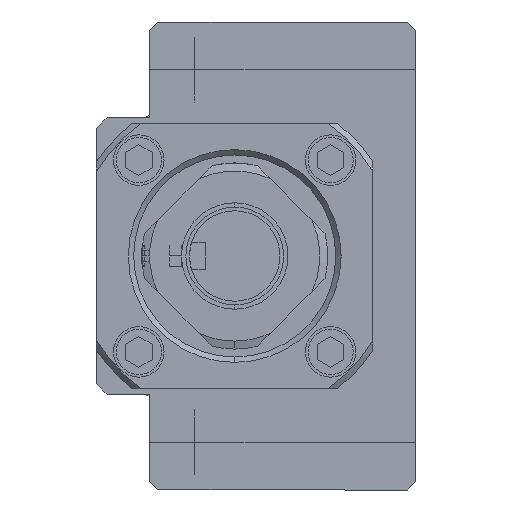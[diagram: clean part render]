
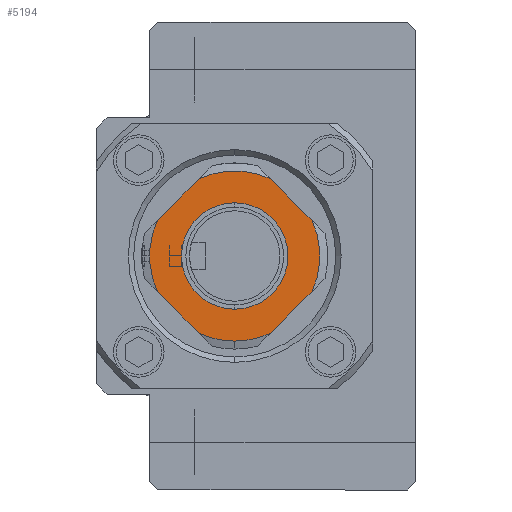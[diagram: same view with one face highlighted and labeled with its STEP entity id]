
A CAD part, left-side view. The second image highlights one B-rep face of the part: STEP entity #5194.
In plain terms, the highlighted face is planar.
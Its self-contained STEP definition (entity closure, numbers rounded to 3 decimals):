
#242 = CARTESIAN_POINT ( 'NONE',  ( 0., 0., 16. ) ) ;
#362 = DIRECTION ( 'NONE',  ( -1., 0., 0. ) ) ;
#385 = ORIENTED_EDGE ( 'NONE', *, *, #1688, .T. ) ;
#550 = VERTEX_POINT ( 'NONE', #2867 ) ;
#872 = VERTEX_POINT ( 'NONE', #6272 ) ;
#1179 = CIRCLE ( 'NONE', #6268, 10. ) ;
#1197 = VECTOR ( 'NONE', #6241, 1000. ) ;
#1291 = CARTESIAN_POINT ( 'NONE',  ( -6.67, 14.544, 16. ) ) ;
#1310 = EDGE_CURVE ( 'NONE', #1416, #6436, #7702, .T. ) ;
#1405 = LINE ( 'NONE', #6359, #4714 ) ;
#1406 = CARTESIAN_POINT ( 'NONE',  ( 0., -21.213, 16. ) ) ;
#1416 = VERTEX_POINT ( 'NONE', #5710 ) ;
#1460 = CARTESIAN_POINT ( 'NONE',  ( 0., 21.213, 16. ) ) ;
#1462 = CARTESIAN_POINT ( 'NONE',  ( 21.213, 0., 16. ) ) ;
#1506 = CIRCLE ( 'NONE', #3823, 16. ) ;
#1629 = EDGE_CURVE ( 'NONE', #2453, #3360, #4972, .T. ) ;
#1688 = EDGE_CURVE ( 'NONE', #3350, #4770, #3458, .T. ) ;
#1698 = ORIENTED_EDGE ( 'NONE', *, *, #8610, .T. ) ;
#1869 = VERTEX_POINT ( 'NONE', #3767 ) ;
#2248 = CIRCLE ( 'NONE', #2854, 16. ) ;
#2381 = EDGE_CURVE ( 'NONE', #2520, #1869, #1179, .T. ) ;
#2453 = VERTEX_POINT ( 'NONE', #4159 ) ;
#2520 = VERTEX_POINT ( 'NONE', #2929 ) ;
#2572 = DIRECTION ( 'NONE',  ( -1., 0., 0. ) ) ;
#2825 = LINE ( 'NONE', #1462, #3226 ) ;
#2847 = CIRCLE ( 'NONE', #4586, 16. ) ;
#2854 = AXIS2_PLACEMENT_3D ( 'NONE', #3410, #6147, #8919 ) ;
#2867 = CARTESIAN_POINT ( 'NONE',  ( 6.67, 14.544, 16. ) ) ;
#2929 = CARTESIAN_POINT ( 'NONE',  ( 10., 0., 16. ) ) ;
#2952 = FACE_OUTER_BOUND ( 'NONE', #3285, .T. ) ;
#3002 = DIRECTION ( 'NONE',  ( 0., -1., 0. ) ) ;
#3226 = VECTOR ( 'NONE', #3502, 1000. ) ;
#3285 = EDGE_LOOP ( 'NONE', ( #4011, #385, #3504, #8671, #1698, #4602, #5213, #6538, #5735 ) ) ;
#3350 = VERTEX_POINT ( 'NONE', #1291 ) ;
#3360 = VERTEX_POINT ( 'NONE', #4639 ) ;
#3410 = CARTESIAN_POINT ( 'NONE',  ( 0., 0., 16. ) ) ;
#3458 = LINE ( 'NONE', #1460, #1197 ) ;
#3492 = EDGE_CURVE ( 'NONE', #1416, #550, #2825, .T. ) ;
#3502 = DIRECTION ( 'NONE',  ( -0.707, 0.707, 0. ) ) ;
#3503 = DIRECTION ( 'NONE',  ( 0., 0., -1. ) ) ;
#3504 = ORIENTED_EDGE ( 'NONE', *, *, #8359, .F. ) ;
#3550 = CARTESIAN_POINT ( 'NONE',  ( 0., 0., 16. ) ) ;
#3564 = CARTESIAN_POINT ( 'NONE',  ( 14.544, -6.67, 16. ) ) ;
#3631 = FACE_BOUND ( 'NONE', #3743, .T. ) ;
#3635 = CARTESIAN_POINT ( 'NONE',  ( 0., 0., 16. ) ) ;
#3743 = EDGE_LOOP ( 'NONE', ( #3867, #7710 ) ) ;
#3767 = CARTESIAN_POINT ( 'NONE',  ( -10., 0., 16. ) ) ;
#3791 = DIRECTION ( 'NONE',  ( -1., 0., 0. ) ) ;
#3823 = AXIS2_PLACEMENT_3D ( 'NONE', #7726, #7059, #4933 ) ;
#3867 = ORIENTED_EDGE ( 'NONE', *, *, #2381, .T. ) ;
#3915 = EDGE_CURVE ( 'NONE', #2453, #6436, #7608, .T. ) ;
#4011 = ORIENTED_EDGE ( 'NONE', *, *, #4458, .F. ) ;
#4159 = CARTESIAN_POINT ( 'NONE',  ( 6.67, -14.544, 16. ) ) ;
#4264 = VERTEX_POINT ( 'NONE', #7466 ) ;
#4274 = DIRECTION ( 'NONE',  ( -1., 0., 0. ) ) ;
#4322 = DIRECTION ( 'NONE',  ( -1., 0., 0. ) ) ;
#4458 = EDGE_CURVE ( 'NONE', #3350, #550, #1506, .T. ) ;
#4474 = DIRECTION ( 'NONE',  ( 0., 0., -1. ) ) ;
#4560 = AXIS2_PLACEMENT_3D ( 'NONE', #242, #3503, #4274 ) ;
#4586 = AXIS2_PLACEMENT_3D ( 'NONE', #3635, #5834, #4322 ) ;
#4602 = ORIENTED_EDGE ( 'NONE', *, *, #1629, .F. ) ;
#4619 = DIRECTION ( 'NONE',  ( 0., 0., -1. ) ) ;
#4639 = CARTESIAN_POINT ( 'NONE',  ( -6.67, -14.544, 16. ) ) ;
#4714 = VECTOR ( 'NONE', #4941, 1000. ) ;
#4770 = VERTEX_POINT ( 'NONE', #8273 ) ;
#4933 = DIRECTION ( 'NONE',  ( -1., 0., 0. ) ) ;
#4941 = DIRECTION ( 'NONE',  ( 0.707, -0.707, 0. ) ) ;
#4972 = CIRCLE ( 'NONE', #6131, 16. ) ;
#5189 = EDGE_CURVE ( 'NONE', #1869, #2520, #6750, .T. ) ;
#5194 = ADVANCED_FACE ( 'NONE', ( #2952, #3631 ), #6379, .F. ) ;
#5213 = ORIENTED_EDGE ( 'NONE', *, *, #3915, .T. ) ;
#5251 = CARTESIAN_POINT ( 'NONE',  ( 0., 0., 16. ) ) ;
#5710 = CARTESIAN_POINT ( 'NONE',  ( 14.544, 6.67, 16. ) ) ;
#5735 = ORIENTED_EDGE ( 'NONE', *, *, #3492, .T. ) ;
#5834 = DIRECTION ( 'NONE',  ( 0., 0., -1. ) ) ;
#6131 = AXIS2_PLACEMENT_3D ( 'NONE', #5251, #4474, #3791 ) ;
#6147 = DIRECTION ( 'NONE',  ( 0., 0., -1. ) ) ;
#6241 = DIRECTION ( 'NONE',  ( -0.707, -0.707, 0. ) ) ;
#6268 = AXIS2_PLACEMENT_3D ( 'NONE', #8811, #4619, #362 ) ;
#6272 = CARTESIAN_POINT ( 'NONE',  ( -14.544, -6.67, 16. ) ) ;
#6359 = CARTESIAN_POINT ( 'NONE',  ( -21.213, 0., 16. ) ) ;
#6379 = PLANE ( 'NONE',  #8191 ) ;
#6436 = VERTEX_POINT ( 'NONE', #3564 ) ;
#6538 = ORIENTED_EDGE ( 'NONE', *, *, #1310, .F. ) ;
#6750 = CIRCLE ( 'NONE', #4560, 10. ) ;
#7059 = DIRECTION ( 'NONE',  ( 0., 0., -1. ) ) ;
#7151 = VECTOR ( 'NONE', #7790, 1000. ) ;
#7277 = AXIS2_PLACEMENT_3D ( 'NONE', #8296, #8250, #2572 ) ;
#7466 = CARTESIAN_POINT ( 'NONE',  ( -16., 0., 16. ) ) ;
#7608 = LINE ( 'NONE', #1406, #7151 ) ;
#7670 = DIRECTION ( 'NONE',  ( 0., 0., -1. ) ) ;
#7702 = CIRCLE ( 'NONE', #7277, 16. ) ;
#7710 = ORIENTED_EDGE ( 'NONE', *, *, #5189, .T. ) ;
#7726 = CARTESIAN_POINT ( 'NONE',  ( 0., 0., 16. ) ) ;
#7790 = DIRECTION ( 'NONE',  ( 0.707, 0.707, 0. ) ) ;
#8104 = EDGE_CURVE ( 'NONE', #872, #4264, #2847, .T. ) ;
#8191 = AXIS2_PLACEMENT_3D ( 'NONE', #3550, #7670, #3002 ) ;
#8250 = DIRECTION ( 'NONE',  ( 0., 0., -1. ) ) ;
#8273 = CARTESIAN_POINT ( 'NONE',  ( -14.544, 6.67, 16. ) ) ;
#8296 = CARTESIAN_POINT ( 'NONE',  ( 0., 0., 16. ) ) ;
#8359 = EDGE_CURVE ( 'NONE', #4264, #4770, #2248, .T. ) ;
#8610 = EDGE_CURVE ( 'NONE', #872, #3360, #1405, .T. ) ;
#8671 = ORIENTED_EDGE ( 'NONE', *, *, #8104, .F. ) ;
#8811 = CARTESIAN_POINT ( 'NONE',  ( 0., 0., 16. ) ) ;
#8919 = DIRECTION ( 'NONE',  ( -1., 0., 0. ) ) ;
